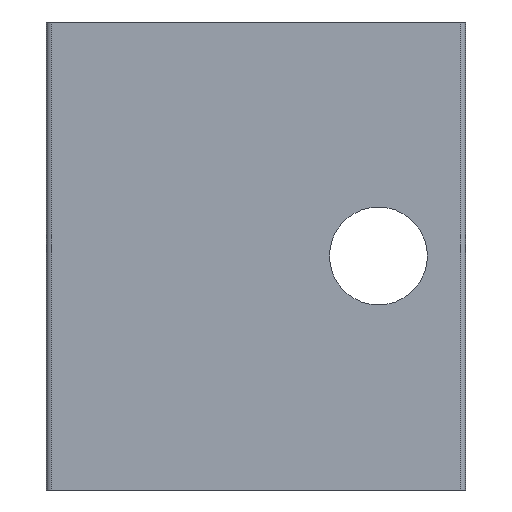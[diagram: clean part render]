
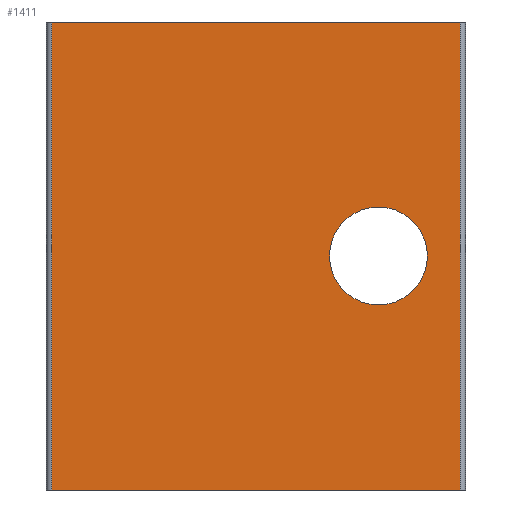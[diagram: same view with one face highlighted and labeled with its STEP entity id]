
A CAD part, front view. The second image highlights one B-rep face of the part: STEP entity #1411.
In plain terms, the highlighted planar face has unit normal (0, -1, 0).
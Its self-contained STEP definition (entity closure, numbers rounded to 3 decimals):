
#27 = FACE_OUTER_BOUND ( 'NONE', #1742, .T. ) ;
#72 = DIRECTION ( 'NONE',  ( 0., -1., 0. ) ) ;
#80 = PLANE ( 'NONE',  #892 ) ;
#86 = DIRECTION ( 'NONE',  ( 0., 0., -1. ) ) ;
#89 = CARTESIAN_POINT ( 'NONE',  ( 41.75, -1038., 43. ) ) ;
#284 = DIRECTION ( 'NONE',  ( 0., 0., -1. ) ) ;
#292 = CARTESIAN_POINT ( 'NONE',  ( 23., -1038., 43. ) ) ;
#308 = DIRECTION ( 'NONE',  ( -1., 0., 0. ) ) ;
#317 = CARTESIAN_POINT ( 'NONE',  ( 41.75, -1038., 43. ) ) ;
#339 = CARTESIAN_POINT ( 'NONE',  ( 23., -1038., 0. ) ) ;
#343 = CARTESIAN_POINT ( 'NONE',  ( 53., -1038., 26. ) ) ;
#346 = VERTEX_POINT ( 'NONE', #502 ) ;
#351 = VERTEX_POINT ( 'NONE', #441 ) ;
#354 = VERTEX_POINT ( 'NONE', #439 ) ;
#383 = CARTESIAN_POINT ( 'NONE',  ( 53., -1038., 17. ) ) ;
#439 = CARTESIAN_POINT ( 'NONE',  ( 60.5, -1038., 0. ) ) ;
#441 = CARTESIAN_POINT ( 'NONE',  ( 60.5, -1038., 43. ) ) ;
#496 = VERTEX_POINT ( 'NONE', #383 ) ;
#502 = CARTESIAN_POINT ( 'NONE',  ( 23., -1038., 43. ) ) ;
#527 = VERTEX_POINT ( 'NONE', #343 ) ;
#533 = VERTEX_POINT ( 'NONE', #339 ) ;
#551 = VECTOR ( 'NONE', #308, 1000. ) ;
#595 = LINE ( 'NONE', #292, #596 ) ;
#596 = VECTOR ( 'NONE', #284, 1000. ) ;
#607 = LINE ( 'NONE', #317, #551 ) ;
#656 = FACE_BOUND ( 'NONE', #1705, .T. ) ;
#689 = EDGE_CURVE ( 'NONE', #351, #346, #607, .T. ) ;
#699 = EDGE_CURVE ( 'NONE', #346, #533, #595, .T. ) ;
#757 = EDGE_CURVE ( 'NONE', #354, #533, #1133, .T. ) ;
#760 = EDGE_CURVE ( 'NONE', #351, #354, #1120, .T. ) ;
#777 = EDGE_CURVE ( 'NONE', #527, #496, #966, .T. ) ;
#829 = EDGE_CURVE ( 'NONE', #496, #527, #1366, .T. ) ;
#851 = AXIS2_PLACEMENT_3D ( 'NONE', #1181, #1283, #1206 ) ;
#865 = AXIS2_PLACEMENT_3D ( 'NONE', #998, #1083, #1085 ) ;
#892 = AXIS2_PLACEMENT_3D ( 'NONE', #89, #72, #86 ) ;
#966 = CIRCLE ( 'NONE', #851, 4.5 ) ;
#998 = CARTESIAN_POINT ( 'NONE',  ( 53., -1038., 21.5 ) ) ;
#1083 = DIRECTION ( 'NONE',  ( 0., 1., 0. ) ) ;
#1085 = DIRECTION ( 'NONE',  ( 0., 0., 1. ) ) ;
#1113 = VECTOR ( 'NONE', #1318, 1000. ) ;
#1120 = LINE ( 'NONE', #1259, #1121 ) ;
#1121 = VECTOR ( 'NONE', #1174, 1000. ) ;
#1133 = LINE ( 'NONE', #1213, #1113 ) ;
#1174 = DIRECTION ( 'NONE',  ( 0., 0., -1. ) ) ;
#1181 = CARTESIAN_POINT ( 'NONE',  ( 53., -1038., 21.5 ) ) ;
#1206 = DIRECTION ( 'NONE',  ( 0., 0., 1. ) ) ;
#1213 = CARTESIAN_POINT ( 'NONE',  ( 41.75, -1038., 0. ) ) ;
#1259 = CARTESIAN_POINT ( 'NONE',  ( 60.5, -1038., 43. ) ) ;
#1283 = DIRECTION ( 'NONE',  ( 0., 1., 0. ) ) ;
#1318 = DIRECTION ( 'NONE',  ( -1., 0., 0. ) ) ;
#1366 = CIRCLE ( 'NONE', #865, 4.5 ) ;
#1411 = ADVANCED_FACE ( 'NONE', ( #656, #27 ), #80, .T. ) ;
#1438 = ORIENTED_EDGE ( 'NONE', *, *, #829, .T. ) ;
#1463 = ORIENTED_EDGE ( 'NONE', *, *, #689, .T. ) ;
#1464 = ORIENTED_EDGE ( 'NONE', *, *, #760, .F. ) ;
#1498 = ORIENTED_EDGE ( 'NONE', *, *, #777, .T. ) ;
#1502 = ORIENTED_EDGE ( 'NONE', *, *, #757, .F. ) ;
#1536 = ORIENTED_EDGE ( 'NONE', *, *, #699, .T. ) ;
#1705 = EDGE_LOOP ( 'NONE', ( #1498, #1438 ) ) ;
#1742 = EDGE_LOOP ( 'NONE', ( #1502, #1464, #1463, #1536 ) ) ;
